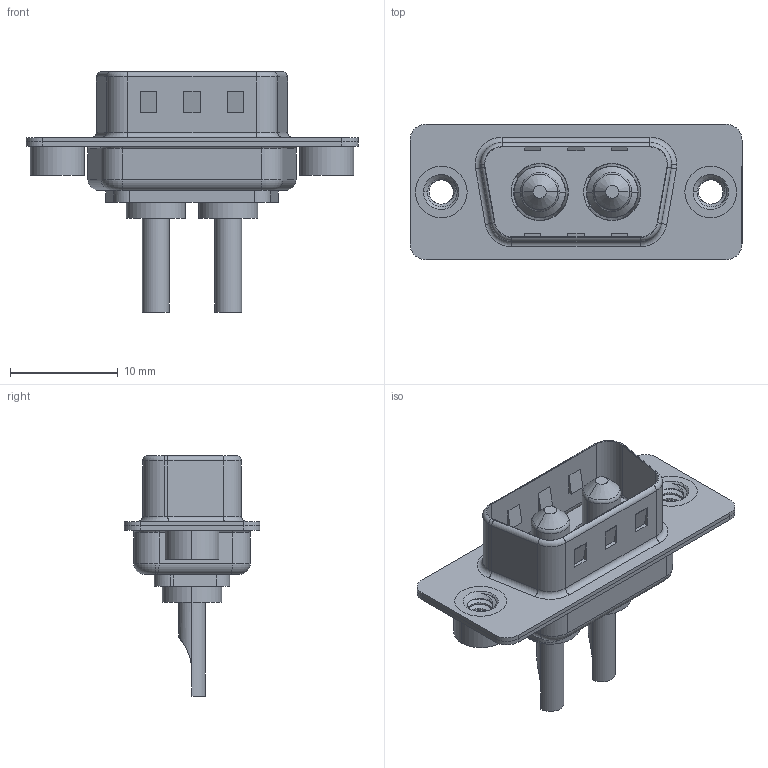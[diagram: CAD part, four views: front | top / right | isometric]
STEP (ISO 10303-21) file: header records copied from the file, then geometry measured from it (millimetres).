
FILE_DESCRIPTION (( 'STEP AP203' ), '1' );
FILE_NAME ('627-2W2-222-1N2.STEP', '2019-05-23T15:21:40', ( 'Engg02' ), ( '' ), 'SwSTEP 2.0', 'SolidWorks 2016', '' );
FILE_SCHEMA (( 'CONFIG_CONTROL_DESIGN' ));
Length unit declared in the file: millimetre
Products named in the file (6): Power Pin_10A SC; 627-2W2-222-1N2; 627Combo Housing_2W2; 627Combo Shell Rear_09 Contacts; 627Combo Shell Front_09 Contacts; 627Combo Threaded Rivet_2
Assembly tree (7 placements, depth 2):
  627-2W2-222-1N2
    627Combo Housing_2W2
    627Combo Shell Rear_09 Contacts
    627Combo Shell Front_09 Contacts
    627Combo Threaded Rivet_2  x2
    Power Pin_10A SC  x2
Bounding box: 30.8 x 12.6 x 22.3 mm (x, y, z)
Volume: 1446.6 mm3; surface area: 3687.1 mm2
Topology: 9 solids, 9 shells, 394 faces, 955 edges, 592 vertices
Faces by surface type: cylinder 173, plane 131, torus 54, cone 26, bspline 10
Entity records: 11664 total; most frequent: CARTESIAN_POINT 3243, DIRECTION 1713, ORIENTED_EDGE 1566, EDGE_CURVE 783, AXIS2_PLACEMENT_3D 657, VERTEX_POINT 489, VECTOR 399, LINE 399
